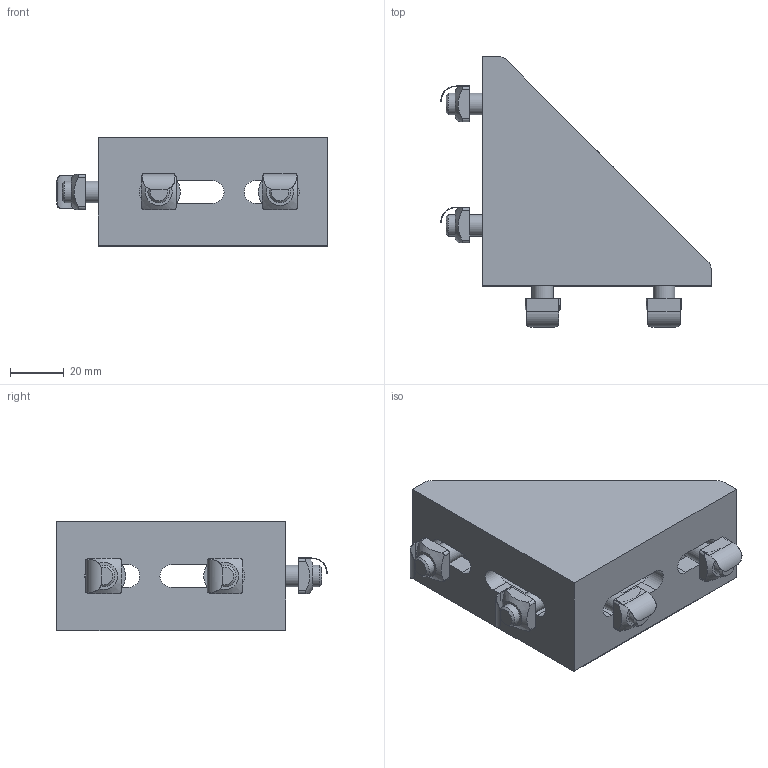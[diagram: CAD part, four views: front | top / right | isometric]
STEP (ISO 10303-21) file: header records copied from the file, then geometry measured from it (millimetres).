
FILE_DESCRIPTION(/* description */ ('Montagewinkel 45x90 GD-Z'),/* implementation_level */ '2;1');
FILE_NAME(/* name */ 'ZEI_CAD_211397-7-REV00_#SALL_#AIN_#V1.step',/* time_stamp */ '2022-10-10T06:57:34+02:00',/* author */ ('MiniTec'),/* organization */ ('MiniTec GmbH & Co.KG'),/* preprocessor_version */ 'ST-DEVELOPER v18.1',/* originating_system */ 'Autodesk Inventor 2021',/* authorisation */ '');
FILE_SCHEMA (('CONFIG_CONTROL_DESIGN'));
Length unit declared in the file: millimetre
Products named in the file (5): leer; 21-1351-2FZ.005; 21-1397-12FZ.000; leer_1; leer_2
Assembly tree (13 placements, depth 2):
  leer
    21-1351-2FZ.005  x4
    21-1397-12FZ.000
    leer_1  x4
    leer_2  x4
Bounding box: 100.31 x 100.31 x 40.5 mm (x, y, z)
Volume: 82949.7 mm3; surface area: 37640.7 mm2
Topology: 13 solids, 13 shells, 218 faces, 573 edges, 385 vertices
Faces by surface type: plane 118, cylinder 77, cone 12, torus 11
Full cylindrical faces by diameter (mm): 8 x8, 8.4 x4, 13 x4, 16 x4
Entity records: 3604 total; most frequent: CARTESIAN_POINT 746, DIRECTION 569, ORIENTED_EDGE 550, EDGE_CURVE 275, AXIS2_PLACEMENT_3D 204, VERTEX_POINT 184, LINE 161, VECTOR 161
